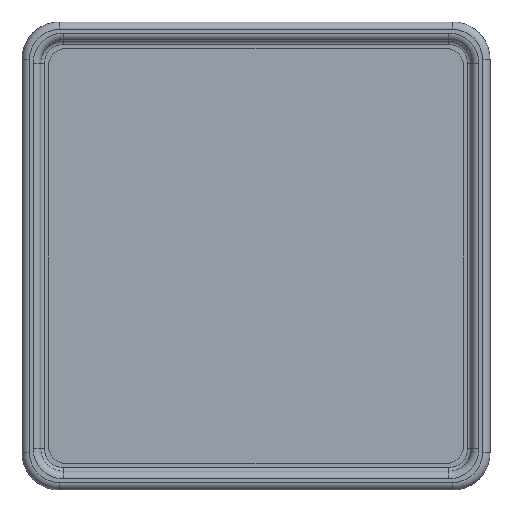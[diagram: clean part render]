
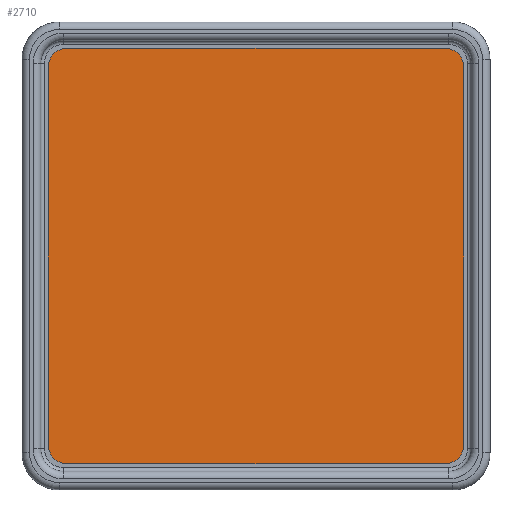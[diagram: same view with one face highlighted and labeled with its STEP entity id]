
A CAD part, front view. The second image highlights one B-rep face of the part: STEP entity #2710.
In plain terms, the highlighted planar face has unit normal (0, -1, 0).
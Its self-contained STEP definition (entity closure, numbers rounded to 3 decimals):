
#487 = CIRCLE ( 'NONE', #1644, 5. ) ;
#491 = LINE ( 'NONE', #2808, #496 ) ;
#493 = CIRCLE ( 'NONE', #1645, 5. ) ;
#496 = VECTOR ( 'NONE', #7488, 1000. ) ;
#497 = LINE ( 'NONE', #7476, #503 ) ;
#500 = CIRCLE ( 'NONE', #1646, 5. ) ;
#503 = VECTOR ( 'NONE', #7495, 1000. ) ;
#504 = LINE ( 'NONE', #7491, #510 ) ;
#507 = CIRCLE ( 'NONE', #1647, 5. ) ;
#510 = VECTOR ( 'NONE', #7484, 1000. ) ;
#513 = LINE ( 'NONE', #7482, #515 ) ;
#515 = VECTOR ( 'NONE', #7485, 1000. ) ;
#584 = ORIENTED_EDGE ( 'NONE', *, *, #1283, .T. ) ;
#585 = ORIENTED_EDGE ( 'NONE', *, *, #1285, .T. ) ;
#586 = ORIENTED_EDGE ( 'NONE', *, *, #1287, .T. ) ;
#587 = ORIENTED_EDGE ( 'NONE', *, *, #1288, .T. ) ;
#1164 = ORIENTED_EDGE ( 'NONE', *, *, #1274, .T. ) ;
#1165 = ORIENTED_EDGE ( 'NONE', *, *, #1277, .T. ) ;
#1166 = ORIENTED_EDGE ( 'NONE', *, *, #1279, .T. ) ;
#1167 = ORIENTED_EDGE ( 'NONE', *, *, #1281, .T. ) ;
#1274 = EDGE_CURVE ( 'NONE', #7023, #7030, #487, .T. ) ;
#1277 = EDGE_CURVE ( 'NONE', #7030, #7024, #491, .T. ) ;
#1279 = EDGE_CURVE ( 'NONE', #7024, #7029, #493, .T. ) ;
#1281 = EDGE_CURVE ( 'NONE', #7029, #7031, #497, .T. ) ;
#1283 = EDGE_CURVE ( 'NONE', #7031, #7032, #500, .T. ) ;
#1285 = EDGE_CURVE ( 'NONE', #7032, #7033, #504, .T. ) ;
#1287 = EDGE_CURVE ( 'NONE', #7033, #7034, #507, .T. ) ;
#1288 = EDGE_CURVE ( 'NONE', #7034, #7023, #513, .T. ) ;
#1644 = AXIS2_PLACEMENT_3D ( 'NONE', #2805, #2804, #2803 ) ;
#1645 = AXIS2_PLACEMENT_3D ( 'NONE', #7469, #7472, #7497 ) ;
#1646 = AXIS2_PLACEMENT_3D ( 'NONE', #7490, #7489, #7487 ) ;
#1647 = AXIS2_PLACEMENT_3D ( 'NONE', #7474, #7473, #7471 ) ;
#2710 = ADVANCED_FACE ( 'NONE', ( #4371 ), #4240, .T. ) ;
#2803 = DIRECTION ( 'NONE',  ( 0., 0., -1. ) ) ;
#2804 = DIRECTION ( 'NONE',  ( 0., -1., 0. ) ) ;
#2805 = CARTESIAN_POINT ( 'NONE',  ( 50.5, -10., -50.5 ) ) ;
#2808 = CARTESIAN_POINT ( 'NONE',  ( 55.5, -10., 50.5 ) ) ;
#3566 = CARTESIAN_POINT ( 'NONE',  ( 50.5, -10., -55.5 ) ) ;
#3567 = CARTESIAN_POINT ( 'NONE',  ( 55.5, -10., 50.5 ) ) ;
#3572 = CARTESIAN_POINT ( 'NONE',  ( 50.5, -10., 55.5 ) ) ;
#3573 = CARTESIAN_POINT ( 'NONE',  ( 55.5, -10., -50.5 ) ) ;
#3574 = CARTESIAN_POINT ( 'NONE',  ( -50.5, -10., 55.5 ) ) ;
#3575 = CARTESIAN_POINT ( 'NONE',  ( -55.5, -10., 50.5 ) ) ;
#3576 = CARTESIAN_POINT ( 'NONE',  ( -55.5, -10., -50.5 ) ) ;
#3577 = CARTESIAN_POINT ( 'NONE',  ( -50.5, -10., -55.5 ) ) ;
#4240 = PLANE ( 'NONE',  #4276 ) ;
#4276 = AXIS2_PLACEMENT_3D ( 'NONE', #4505, #4506, #4507 ) ;
#4371 = FACE_OUTER_BOUND ( 'NONE', #7055, .T. ) ;
#4505 = CARTESIAN_POINT ( 'NONE',  ( 50.5, -10., -50.5 ) ) ;
#4506 = DIRECTION ( 'NONE',  ( 0., -1., 0. ) ) ;
#4507 = DIRECTION ( 'NONE',  ( 0., 0., -1. ) ) ;
#7023 = VERTEX_POINT ( 'NONE', #3566 ) ;
#7024 = VERTEX_POINT ( 'NONE', #3567 ) ;
#7029 = VERTEX_POINT ( 'NONE', #3572 ) ;
#7030 = VERTEX_POINT ( 'NONE', #3573 ) ;
#7031 = VERTEX_POINT ( 'NONE', #3574 ) ;
#7032 = VERTEX_POINT ( 'NONE', #3575 ) ;
#7033 = VERTEX_POINT ( 'NONE', #3576 ) ;
#7034 = VERTEX_POINT ( 'NONE', #3577 ) ;
#7055 = EDGE_LOOP ( 'NONE', ( #1164, #1165, #1166, #1167, #584, #585, #586, #587 ) ) ;
#7469 = CARTESIAN_POINT ( 'NONE',  ( 50.5, -10., 50.5 ) ) ;
#7471 = DIRECTION ( 'NONE',  ( 0., 0., 1. ) ) ;
#7472 = DIRECTION ( 'NONE',  ( 0., -1., 0. ) ) ;
#7473 = DIRECTION ( 'NONE',  ( 0., -1., 0. ) ) ;
#7474 = CARTESIAN_POINT ( 'NONE',  ( -50.5, -10., -50.5 ) ) ;
#7476 = CARTESIAN_POINT ( 'NONE',  ( -50.5, -10., 55.5 ) ) ;
#7482 = CARTESIAN_POINT ( 'NONE',  ( -50.5, -10., -55.5 ) ) ;
#7484 = DIRECTION ( 'NONE',  ( 0., 0., -1. ) ) ;
#7485 = DIRECTION ( 'NONE',  ( 1., 0., 0. ) ) ;
#7487 = DIRECTION ( 'NONE',  ( 0., 0., 1. ) ) ;
#7488 = DIRECTION ( 'NONE',  ( 0., 0., 1. ) ) ;
#7489 = DIRECTION ( 'NONE',  ( 0., -1., 0. ) ) ;
#7490 = CARTESIAN_POINT ( 'NONE',  ( -50.5, -10., 50.5 ) ) ;
#7491 = CARTESIAN_POINT ( 'NONE',  ( -55.5, -10., 50.5 ) ) ;
#7495 = DIRECTION ( 'NONE',  ( -1., 0., 0. ) ) ;
#7497 = DIRECTION ( 'NONE',  ( 0., 0., -1. ) ) ;
